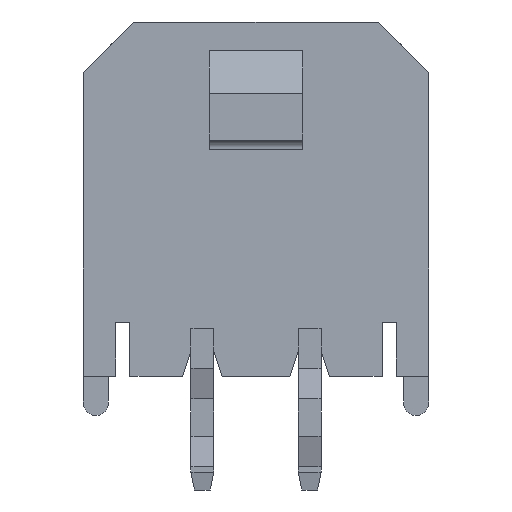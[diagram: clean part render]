
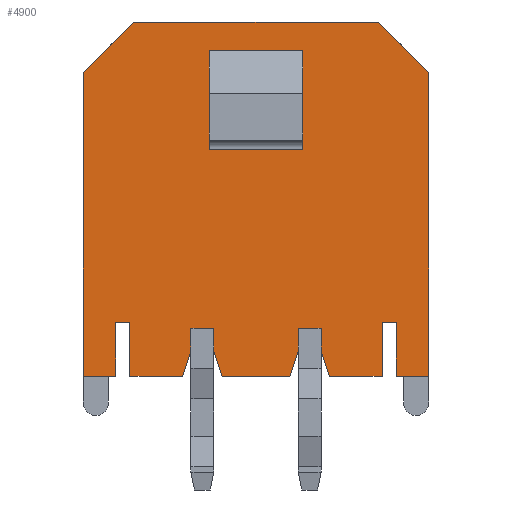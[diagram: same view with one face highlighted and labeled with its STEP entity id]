
A CAD part, front view. The second image highlights one B-rep face of the part: STEP entity #4900.
In plain terms, the highlighted face is planar.
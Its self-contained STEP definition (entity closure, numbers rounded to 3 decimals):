
#637=ORIENTED_EDGE('',*,*,#1062,.T.);
#638=ORIENTED_EDGE('',*,*,#1258,.T.);
#639=ORIENTED_EDGE('',*,*,#1316,.T.);
#640=ORIENTED_EDGE('',*,*,#1313,.T.);
#641=ORIENTED_EDGE('',*,*,#1351,.T.);
#642=ORIENTED_EDGE('',*,*,#1354,.T.);
#643=ORIENTED_EDGE('',*,*,#1357,.T.);
#644=ORIENTED_EDGE('',*,*,#1306,.T.);
#645=ORIENTED_EDGE('',*,*,#1396,.T.);
#646=ORIENTED_EDGE('',*,*,#1394,.F.);
#647=ORIENTED_EDGE('',*,*,#1393,.F.);
#648=ORIENTED_EDGE('',*,*,#1413,.F.);
#649=ORIENTED_EDGE('',*,*,#1390,.T.);
#650=ORIENTED_EDGE('',*,*,#1414,.F.);
#651=ORIENTED_EDGE('',*,*,#1415,.F.);
#652=ORIENTED_EDGE('',*,*,#1416,.F.);
#653=ORIENTED_EDGE('',*,*,#1412,.T.);
#654=ORIENTED_EDGE('',*,*,#1409,.T.);
#655=ORIENTED_EDGE('',*,*,#1408,.T.);
#656=ORIENTED_EDGE('',*,*,#1405,.T.);
#657=ORIENTED_EDGE('',*,*,#1404,.T.);
#658=ORIENTED_EDGE('',*,*,#1401,.T.);
#659=ORIENTED_EDGE('',*,*,#1397,.T.);
#660=ORIENTED_EDGE('',*,*,#1364,.T.);
#661=ORIENTED_EDGE('',*,*,#1076,.T.);
#662=ORIENTED_EDGE('',*,*,#1322,.T.);
#663=ORIENTED_EDGE('',*,*,#1152,.T.);
#664=ORIENTED_EDGE('',*,*,#1140,.T.);
#665=ORIENTED_EDGE('',*,*,#1153,.F.);
#666=ORIENTED_EDGE('',*,*,#1151,.F.);
#1062=EDGE_CURVE('',#1576,#1575,#1903,.T.);
#1076=EDGE_CURVE('',#1590,#1589,#1917,.T.);
#1140=EDGE_CURVE('',#1645,#1643,#1981,.T.);
#1151=EDGE_CURVE('',#1652,#1651,#1990,.T.);
#1152=EDGE_CURVE('',#1652,#1645,#1991,.T.);
#1153=EDGE_CURVE('',#1651,#1643,#1992,.T.);
#1258=EDGE_CURVE('',#1575,#1720,#2095,.T.);
#1306=EDGE_CURVE('',#1753,#1752,#2143,.T.);
#1313=EDGE_CURVE('',#1759,#1758,#2150,.T.);
#1316=EDGE_CURVE('',#1720,#1759,#2153,.T.);
#1322=EDGE_CURVE('',#1589,#1576,#2159,.T.);
#1351=EDGE_CURVE('',#1758,#1778,#2188,.T.);
#1354=EDGE_CURVE('',#1778,#1780,#2191,.T.);
#1357=EDGE_CURVE('',#1780,#1753,#2194,.T.);
#1364=EDGE_CURVE('',#1784,#1590,#2201,.T.);
#1390=EDGE_CURVE('',#1799,#1800,#2227,.T.);
#1393=EDGE_CURVE('',#1802,#1801,#2230,.T.);
#1394=EDGE_CURVE('',#1801,#1803,#2231,.T.);
#1396=EDGE_CURVE('',#1752,#1803,#2233,.T.);
#1397=EDGE_CURVE('',#1804,#1784,#2234,.T.);
#1401=EDGE_CURVE('',#1806,#1804,#2238,.T.);
#1404=EDGE_CURVE('',#1807,#1806,#2241,.T.);
#1405=EDGE_CURVE('',#1808,#1807,#2242,.T.);
#1408=EDGE_CURVE('',#1809,#1808,#2245,.T.);
#1409=EDGE_CURVE('',#1810,#1809,#2246,.T.);
#1412=EDGE_CURVE('',#1811,#1810,#2249,.T.);
#1413=EDGE_CURVE('',#1799,#1802,#2250,.T.);
#1414=EDGE_CURVE('',#1812,#1800,#2251,.T.);
#1415=EDGE_CURVE('',#1813,#1812,#2252,.T.);
#1416=EDGE_CURVE('',#1811,#1813,#2253,.T.);
#1575=VERTEX_POINT('',#6076);
#1576=VERTEX_POINT('',#6078);
#1589=VERTEX_POINT('',#6107);
#1590=VERTEX_POINT('',#6109);
#1643=VERTEX_POINT('',#6238);
#1645=VERTEX_POINT('',#6241);
#1651=VERTEX_POINT('',#6259);
#1652=VERTEX_POINT('',#6261);
#1720=VERTEX_POINT('',#6474);
#1752=VERTEX_POINT('',#6571);
#1753=VERTEX_POINT('',#6573);
#1758=VERTEX_POINT('',#6586);
#1759=VERTEX_POINT('',#6588);
#1778=VERTEX_POINT('',#6658);
#1780=VERTEX_POINT('',#6664);
#1784=VERTEX_POINT('',#6684);
#1799=VERTEX_POINT('',#6729);
#1800=VERTEX_POINT('',#6731);
#1801=VERTEX_POINT('',#6735);
#1802=VERTEX_POINT('',#6737);
#1803=VERTEX_POINT('',#6741);
#1804=VERTEX_POINT('',#6747);
#1806=VERTEX_POINT('',#6754);
#1807=VERTEX_POINT('',#6758);
#1808=VERTEX_POINT('',#6762);
#1809=VERTEX_POINT('',#6766);
#1810=VERTEX_POINT('',#6770);
#1811=VERTEX_POINT('',#6774);
#1812=VERTEX_POINT('',#6779);
#1813=VERTEX_POINT('',#6781);
#1903=LINE('',#6077,#2410);
#1917=LINE('',#6108,#2424);
#1981=LINE('',#6240,#2488);
#1990=LINE('',#6262,#2497);
#1991=LINE('',#6264,#2498);
#1992=LINE('',#6266,#2499);
#2095=LINE('',#6475,#2602);
#2143=LINE('',#6572,#2650);
#2150=LINE('',#6587,#2657);
#2153=LINE('',#6593,#2660);
#2159=LINE('',#6602,#2666);
#2188=LINE('',#6659,#2695);
#2191=LINE('',#6665,#2698);
#2194=LINE('',#6670,#2701);
#2201=LINE('',#6683,#2708);
#2227=LINE('',#6732,#2734);
#2230=LINE('',#6738,#2737);
#2231=LINE('',#6740,#2738);
#2233=LINE('',#6744,#2740);
#2234=LINE('',#6746,#2741);
#2238=LINE('',#6753,#2745);
#2241=LINE('',#6759,#2748);
#2242=LINE('',#6761,#2749);
#2245=LINE('',#6767,#2752);
#2246=LINE('',#6769,#2753);
#2249=LINE('',#6775,#2756);
#2250=LINE('',#6777,#2757);
#2251=LINE('',#6778,#2758);
#2252=LINE('',#6780,#2759);
#2253=LINE('',#6782,#2760);
#2410=VECTOR('',#5180,1000.);
#2424=VECTOR('',#5200,1000.);
#2488=VECTOR('',#5290,1000.);
#2497=VECTOR('',#5309,1000.);
#2498=VECTOR('',#5312,1000.);
#2499=VECTOR('',#5315,1000.);
#2602=VECTOR('',#5494,1000.);
#2650=VECTOR('',#5576,1000.);
#2657=VECTOR('',#5587,1000.);
#2660=VECTOR('',#5592,1000.);
#2666=VECTOR('',#5602,1000.);
#2695=VECTOR('',#5653,1000.);
#2698=VECTOR('',#5658,1000.);
#2701=VECTOR('',#5663,1000.);
#2708=VECTOR('',#5678,1000.);
#2734=VECTOR('',#5716,1000.);
#2737=VECTOR('',#5721,1000.);
#2738=VECTOR('',#5724,1000.);
#2740=VECTOR('',#5728,1000.);
#2741=VECTOR('',#5731,1000.);
#2745=VECTOR('',#5737,1000.);
#2748=VECTOR('',#5742,1000.);
#2749=VECTOR('',#5745,1000.);
#2752=VECTOR('',#5750,1000.);
#2753=VECTOR('',#5753,1000.);
#2756=VECTOR('',#5758,1000.);
#2757=VECTOR('',#5761,1000.);
#2758=VECTOR('',#5762,1000.);
#2759=VECTOR('',#5763,1000.);
#2760=VECTOR('',#5764,1000.);
#3030=EDGE_LOOP('',(#637,#638,#639,#640,#641,#642,#643,#644,#645,#646,#647,
#648,#649,#650,#651,#652,#653,#654,#655,#656,#657,#658,#659,#660,#661,#662));
#3031=EDGE_LOOP('',(#663,#664,#665,#666));
#3223=FACE_BOUND('',#3030,.T.);
#3224=FACE_BOUND('',#3031,.T.);
#3411=PLANE('',#5097);
#4900=ADVANCED_FACE('',(#3223,#3224),#3411,.T.);
#5097=AXIS2_PLACEMENT_3D('',#6776,#5759,#5760);
#5180=DIRECTION('',(0.,1.,0.));
#5200=DIRECTION('',(0.,-1.,0.));
#5290=DIRECTION('',(-1.,0.,0.));
#5309=DIRECTION('',(-1.,0.,0.));
#5312=DIRECTION('',(0.,-1.,0.));
#5315=DIRECTION('',(0.,-1.,0.));
#5494=DIRECTION('',(-0.312,0.95,0.));
#5576=DIRECTION('',(-0.312,0.95,0.));
#5587=DIRECTION('',(-0.312,-0.95,0.));
#5592=DIRECTION('',(-1.,0.,0.));
#5602=DIRECTION('',(-1.,0.,0.));
#5653=DIRECTION('',(0.,-1.,0.));
#5658=DIRECTION('',(-1.,0.,0.));
#5663=DIRECTION('',(0.,1.,0.));
#5678=DIRECTION('',(-0.312,-0.95,0.));
#5716=DIRECTION('',(-1.,0.,0.));
#5721=DIRECTION('',(1.,0.,0.));
#5724=DIRECTION('',(0.,1.,0.));
#5728=DIRECTION('',(-1.,0.,0.));
#5731=DIRECTION('',(-1.,0.,0.));
#5737=DIRECTION('',(0.,1.,0.));
#5742=DIRECTION('',(-1.,0.,0.));
#5745=DIRECTION('',(0.,-1.,0.));
#5750=DIRECTION('',(-1.,0.,0.));
#5753=DIRECTION('',(0.,1.,0.));
#5758=DIRECTION('',(0.707,0.707,0.));
#5759=DIRECTION('',(0.,0.,1.));
#5760=DIRECTION('',(0.,-1.,0.));
#5761=DIRECTION('',(0.,-1.,0.));
#5762=DIRECTION('',(0.,1.,0.));
#5763=DIRECTION('',(-0.707,0.707,0.));
#5764=DIRECTION('',(-1.,0.,0.));
#6076=CARTESIAN_POINT('',(1.18,4.25,2.185));
#6077=CARTESIAN_POINT('',(1.18,3.61,2.185));
#6078=CARTESIAN_POINT('',(1.18,3.61,2.185));
#6107=CARTESIAN_POINT('',(1.82,3.61,2.185));
#6108=CARTESIAN_POINT('',(1.82,4.25,2.185));
#6109=CARTESIAN_POINT('',(1.82,4.25,2.185));
#6238=CARTESIAN_POINT('',(-1.3,-4.15,2.185));
#6240=CARTESIAN_POINT('',(1.3,-4.15,2.185));
#6241=CARTESIAN_POINT('',(1.3,-4.15,2.185));
#6259=CARTESIAN_POINT('',(-1.3,-1.4,2.185));
#6261=CARTESIAN_POINT('',(1.3,-1.4,2.185));
#6262=CARTESIAN_POINT('',(1.3,-1.4,2.185));
#6264=CARTESIAN_POINT('',(1.3,-4.15,2.185));
#6266=CARTESIAN_POINT('',(-1.3,-4.15,2.185));
#6474=CARTESIAN_POINT('',(0.95,4.95,2.185));
#6475=CARTESIAN_POINT('',(1.18,4.25,2.185));
#6571=CARTESIAN_POINT('',(-2.05,4.95,2.185));
#6572=CARTESIAN_POINT('',(-1.82,4.25,2.185));
#6573=CARTESIAN_POINT('',(-1.82,4.25,2.185));
#6586=CARTESIAN_POINT('',(-1.18,4.25,2.185));
#6587=CARTESIAN_POINT('',(-1.18,4.25,2.185));
#6588=CARTESIAN_POINT('',(-0.95,4.95,2.185));
#6593=CARTESIAN_POINT('',(4.825,4.95,2.185));
#6602=CARTESIAN_POINT('',(1.82,3.61,2.185));
#6658=CARTESIAN_POINT('',(-1.18,3.61,2.185));
#6659=CARTESIAN_POINT('',(-1.18,4.25,2.185));
#6664=CARTESIAN_POINT('',(-1.82,3.61,2.185));
#6665=CARTESIAN_POINT('',(-1.18,3.61,2.185));
#6670=CARTESIAN_POINT('',(-1.82,3.61,2.185));
#6683=CARTESIAN_POINT('',(2.05,4.95,2.185));
#6684=CARTESIAN_POINT('',(2.05,4.95,2.185));
#6729=CARTESIAN_POINT('',(-3.925,4.95,2.185));
#6731=CARTESIAN_POINT('',(-4.825,4.95,2.185));
#6732=CARTESIAN_POINT('',(4.825,4.95,2.185));
#6735=CARTESIAN_POINT('',(-3.525,3.45,2.185));
#6737=CARTESIAN_POINT('',(-3.925,3.45,2.185));
#6738=CARTESIAN_POINT('',(-3.925,3.45,2.185));
#6740=CARTESIAN_POINT('',(-3.525,3.45,2.185));
#6741=CARTESIAN_POINT('',(-3.525,4.95,2.185));
#6744=CARTESIAN_POINT('',(4.825,4.95,2.185));
#6746=CARTESIAN_POINT('',(4.825,4.95,2.185));
#6747=CARTESIAN_POINT('',(3.525,4.95,2.185));
#6753=CARTESIAN_POINT('',(3.525,3.45,2.185));
#6754=CARTESIAN_POINT('',(3.525,3.45,2.185));
#6758=CARTESIAN_POINT('',(3.925,3.45,2.185));
#6759=CARTESIAN_POINT('',(3.925,3.45,2.185));
#6761=CARTESIAN_POINT('',(3.925,4.95,2.185));
#6762=CARTESIAN_POINT('',(3.925,4.95,2.185));
#6766=CARTESIAN_POINT('',(4.825,4.95,2.185));
#6767=CARTESIAN_POINT('',(4.825,4.95,2.185));
#6769=CARTESIAN_POINT('',(4.825,-4.95,2.185));
#6770=CARTESIAN_POINT('',(4.825,-3.536,2.185));
#6774=CARTESIAN_POINT('',(3.411,-4.95,2.185));
#6775=CARTESIAN_POINT('',(3.411,-4.95,2.185));
#6776=CARTESIAN_POINT('',(4.825,-4.95,2.185));
#6777=CARTESIAN_POINT('',(-3.925,4.95,2.185));
#6778=CARTESIAN_POINT('',(-4.825,-4.95,2.185));
#6779=CARTESIAN_POINT('',(-4.825,-3.536,2.185));
#6780=CARTESIAN_POINT('',(-3.411,-4.95,2.185));
#6781=CARTESIAN_POINT('',(-3.411,-4.95,2.185));
#6782=CARTESIAN_POINT('',(4.825,-4.95,2.185));
